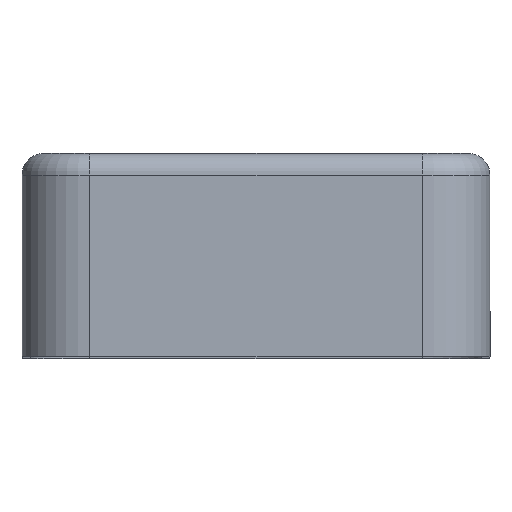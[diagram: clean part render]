
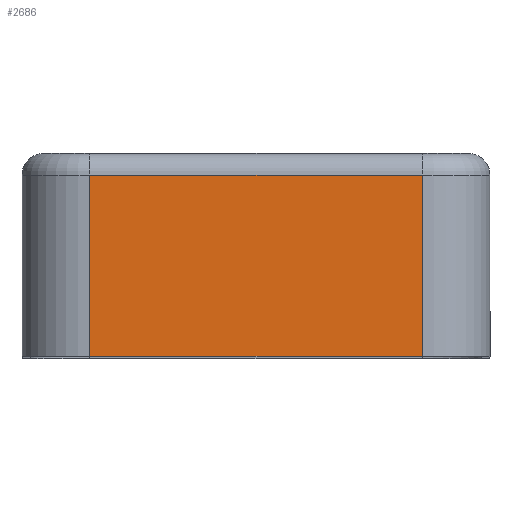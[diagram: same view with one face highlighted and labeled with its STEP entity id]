
A CAD part, top view. The second image highlights one B-rep face of the part: STEP entity #2686.
In plain terms, the highlighted planar face has unit normal (0, 0, 1).
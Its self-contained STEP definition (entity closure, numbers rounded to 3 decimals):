
#80 = LINE ( 'NONE', #247, #2572 ) ;
#118 = DIRECTION ( 'NONE',  ( 0., -1., 0. ) ) ;
#185 = ORIENTED_EDGE ( 'NONE', *, *, #1794, .T. ) ;
#247 = CARTESIAN_POINT ( 'NONE',  ( -4.65, -0.8, 16.65 ) ) ;
#264 = EDGE_CURVE ( 'NONE', #1679, #2562, #80, .T. ) ;
#320 = VECTOR ( 'NONE', #2654, 1000. ) ;
#353 = PLANE ( 'NONE',  #501 ) ;
#493 = DIRECTION ( 'NONE',  ( 1., 0., 0. ) ) ;
#501 = AXIS2_PLACEMENT_3D ( 'NONE', #1785, #2595, #118 ) ;
#542 = FACE_OUTER_BOUND ( 'NONE', #1837, .T. ) ;
#654 = CARTESIAN_POINT ( 'NONE',  ( -4.65, 0., 16.65 ) ) ;
#676 = VECTOR ( 'NONE', #2140, 1000. ) ;
#723 = ORIENTED_EDGE ( 'NONE', *, *, #264, .F. ) ;
#850 = ORIENTED_EDGE ( 'NONE', *, *, #1677, .F. ) ;
#897 = EDGE_CURVE ( 'NONE', #1988, #2298, #1148, .T. ) ;
#1059 = LINE ( 'NONE', #654, #320 ) ;
#1148 = LINE ( 'NONE', #1542, #1784 ) ;
#1537 = CARTESIAN_POINT ( 'NONE',  ( 7.65, -7.5, 16.65 ) ) ;
#1542 = CARTESIAN_POINT ( 'NONE',  ( -4.65, -7.5, 16.65 ) ) ;
#1677 = EDGE_CURVE ( 'NONE', #2562, #2298, #2110, .T. ) ;
#1679 = VERTEX_POINT ( 'NONE', #2123 ) ;
#1784 = VECTOR ( 'NONE', #2378, 1000. ) ;
#1785 = CARTESIAN_POINT ( 'NONE',  ( -4.65, 0., 16.65 ) ) ;
#1794 = EDGE_CURVE ( 'NONE', #1679, #1988, #1059, .T. ) ;
#1837 = EDGE_LOOP ( 'NONE', ( #2059, #850, #723, #185 ) ) ;
#1988 = VERTEX_POINT ( 'NONE', #2503 ) ;
#2059 = ORIENTED_EDGE ( 'NONE', *, *, #897, .T. ) ;
#2110 = LINE ( 'NONE', #2539, #676 ) ;
#2123 = CARTESIAN_POINT ( 'NONE',  ( -4.65, -0.8, 16.65 ) ) ;
#2140 = DIRECTION ( 'NONE',  ( 0., -1., 0. ) ) ;
#2298 = VERTEX_POINT ( 'NONE', #1537 ) ;
#2358 = CARTESIAN_POINT ( 'NONE',  ( 7.65, -0.8, 16.65 ) ) ;
#2378 = DIRECTION ( 'NONE',  ( 1., 0., 0. ) ) ;
#2503 = CARTESIAN_POINT ( 'NONE',  ( -4.65, -7.5, 16.65 ) ) ;
#2539 = CARTESIAN_POINT ( 'NONE',  ( 7.65, 0., 16.65 ) ) ;
#2562 = VERTEX_POINT ( 'NONE', #2358 ) ;
#2572 = VECTOR ( 'NONE', #493, 1000. ) ;
#2595 = DIRECTION ( 'NONE',  ( 0., 0., 1. ) ) ;
#2654 = DIRECTION ( 'NONE',  ( 0., -1., 0. ) ) ;
#2686 = ADVANCED_FACE ( 'NONE', ( #542 ), #353, .T. ) ;
